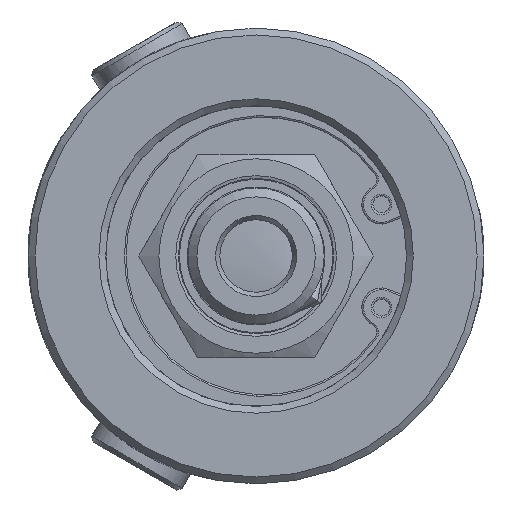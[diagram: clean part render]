
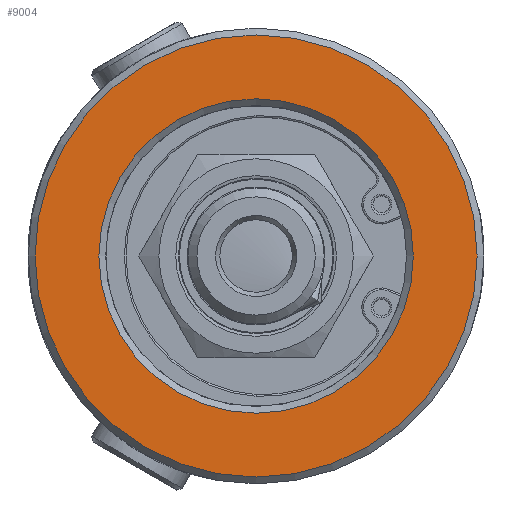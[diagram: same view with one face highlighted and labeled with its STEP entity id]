
A CAD part, left-side view. The second image highlights one B-rep face of the part: STEP entity #9004.
In plain terms, the highlighted face is planar.
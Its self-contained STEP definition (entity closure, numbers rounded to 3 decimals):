
#413=PLANE('',#9740);
#675=FACE_OUTER_BOUND('',#2702,.T.);
#2469=FACE_BOUND('',#2703,.T.);
#2702=EDGE_LOOP('',(#6560,#6561));
#2703=EDGE_LOOP('',(#6562,#6563));
#3346=CIRCLE('',#9738,18.435);
#3347=CIRCLE('',#9739,18.435);
#3348=CIRCLE('',#9741,25.925);
#3349=CIRCLE('',#9742,25.925);
#3862=VERTEX_POINT('',#13516);
#3863=VERTEX_POINT('',#13518);
#3864=VERTEX_POINT('',#13522);
#3865=VERTEX_POINT('',#13523);
#4886=EDGE_CURVE('',#3863,#3862,#3346,.T.);
#4887=EDGE_CURVE('',#3862,#3863,#3347,.T.);
#4888=EDGE_CURVE('',#3864,#3865,#3348,.T.);
#4889=EDGE_CURVE('',#3865,#3864,#3349,.T.);
#6560=ORIENTED_EDGE('',*,*,#4888,.F.);
#6561=ORIENTED_EDGE('',*,*,#4889,.F.);
#6562=ORIENTED_EDGE('',*,*,#4886,.T.);
#6563=ORIENTED_EDGE('',*,*,#4887,.T.);
#9004=ADVANCED_FACE('',(#675,#2469),#413,.T.);
#9738=AXIS2_PLACEMENT_3D('',#13519,#11017,#11018);
#9739=AXIS2_PLACEMENT_3D('',#13520,#11019,#11020);
#9740=AXIS2_PLACEMENT_3D('',#13521,#11021,#11022);
#9741=AXIS2_PLACEMENT_3D('',#13524,#11023,#11024);
#9742=AXIS2_PLACEMENT_3D('',#13525,#11025,#11026);
#11017=DIRECTION('center_axis',(1.,0.,0.));
#11018=DIRECTION('ref_axis',(0.,1.,0.));
#11019=DIRECTION('center_axis',(1.,0.,0.));
#11020=DIRECTION('ref_axis',(0.,1.,0.));
#11021=DIRECTION('center_axis',(-1.,0.,0.));
#11022=DIRECTION('ref_axis',(0.,0.,1.));
#11023=DIRECTION('center_axis',(1.,0.,0.));
#11024=DIRECTION('ref_axis',(0.,1.,0.));
#11025=DIRECTION('center_axis',(1.,0.,0.));
#11026=DIRECTION('ref_axis',(0.,1.,0.));
#13516=CARTESIAN_POINT('',(0.,-18.435,0.));
#13518=CARTESIAN_POINT('',(0.,18.435,0.));
#13519=CARTESIAN_POINT('Origin',(0.,0.,0.));
#13520=CARTESIAN_POINT('Origin',(0.,0.,0.));
#13521=CARTESIAN_POINT('Origin',(0.,12.963,0.));
#13522=CARTESIAN_POINT('',(0.,25.925,0.));
#13523=CARTESIAN_POINT('',(0.,-25.925,0.));
#13524=CARTESIAN_POINT('Origin',(0.,0.,0.));
#13525=CARTESIAN_POINT('Origin',(0.,0.,0.));
